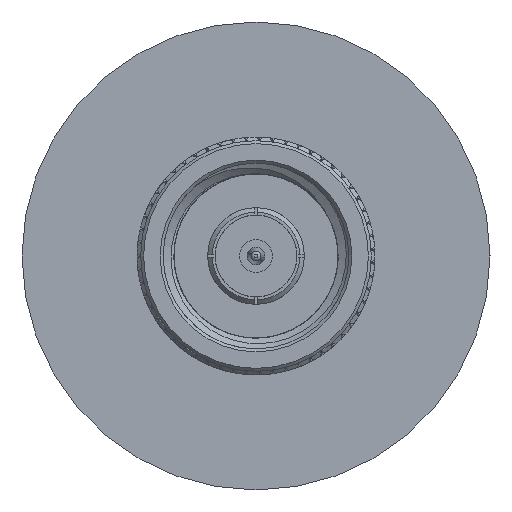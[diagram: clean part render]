
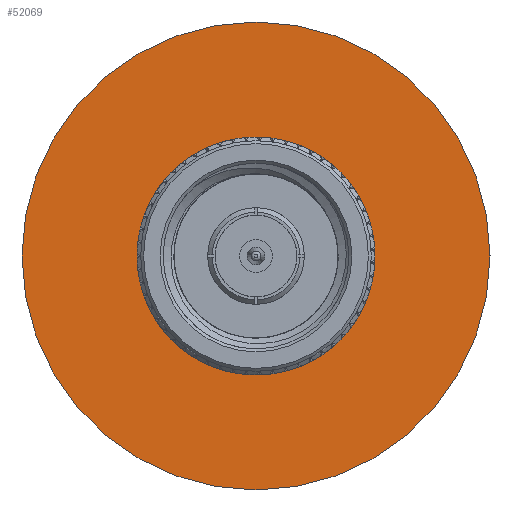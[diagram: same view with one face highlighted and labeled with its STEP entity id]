
A CAD part, left-side view. The second image highlights one B-rep face of the part: STEP entity #52069.
In plain terms, the highlighted planar face has unit normal (-1, 0, 0).
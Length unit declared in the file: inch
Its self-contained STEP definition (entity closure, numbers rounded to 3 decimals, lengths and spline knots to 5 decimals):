
#6350 = DIRECTION ( 'NONE',  ( 0., 1., 0. ) ) ;
#7896 = FACE_OUTER_BOUND ( 'NONE', #60290, .T. ) ;
#11161 = PLANE ( 'NONE',  #35128 ) ;
#24435 = DIRECTION ( 'NONE',  ( 1., 0., 0. ) ) ;
#27793 = FACE_BOUND ( 'NONE', #57817, .T. ) ;
#28073 = EDGE_CURVE ( 'NONE', #61775, #61775, #38968, .T. ) ;
#30224 = DIRECTION ( 'NONE',  ( 0., -1., 0. ) ) ;
#30510 = CARTESIAN_POINT ( 'NONE',  ( 0., 0., 0. ) ) ;
#31850 = CIRCLE ( 'NONE', #64856, 0.33809 ) ;
#35128 = AXIS2_PLACEMENT_3D ( 'NONE', #30510, #37540, #30224 ) ;
#37343 = DIRECTION ( 'NONE',  ( 0., -1., 0. ) ) ;
#37540 = DIRECTION ( 'NONE',  ( -1., 0., 0. ) ) ;
#38781 = EDGE_CURVE ( 'NONE', #51269, #51269, #31850, .T. ) ;
#38968 = CIRCLE ( 'NONE', #45189, 0.7874 ) ;
#40058 = DIRECTION ( 'NONE',  ( 1., 0., 0. ) ) ;
#45189 = AXIS2_PLACEMENT_3D ( 'NONE', #80241, #40058, #6350 ) ;
#46979 = ORIENTED_EDGE ( 'NONE', *, *, #38781, .T. ) ;
#51135 = ORIENTED_EDGE ( 'NONE', *, *, #28073, .F. ) ;
#51269 = VERTEX_POINT ( 'NONE', #84064 ) ;
#52069 = ADVANCED_FACE ( 'NONE', ( #27793, #7896 ), #11161, .T. ) ;
#57817 = EDGE_LOOP ( 'NONE', ( #46979 ) ) ;
#60290 = EDGE_LOOP ( 'NONE', ( #51135 ) ) ;
#61775 = VERTEX_POINT ( 'NONE', #68833 ) ;
#64856 = AXIS2_PLACEMENT_3D ( 'NONE', #65143, #24435, #37343 ) ;
#65143 = CARTESIAN_POINT ( 'NONE',  ( 0., 0., 0. ) ) ;
#68833 = CARTESIAN_POINT ( 'NONE',  ( 0., 0.7874, 0. ) ) ;
#80241 = CARTESIAN_POINT ( 'NONE',  ( 0., 0., 0. ) ) ;
#84064 = CARTESIAN_POINT ( 'NONE',  ( 0., -0.33809, 0. ) ) ;
